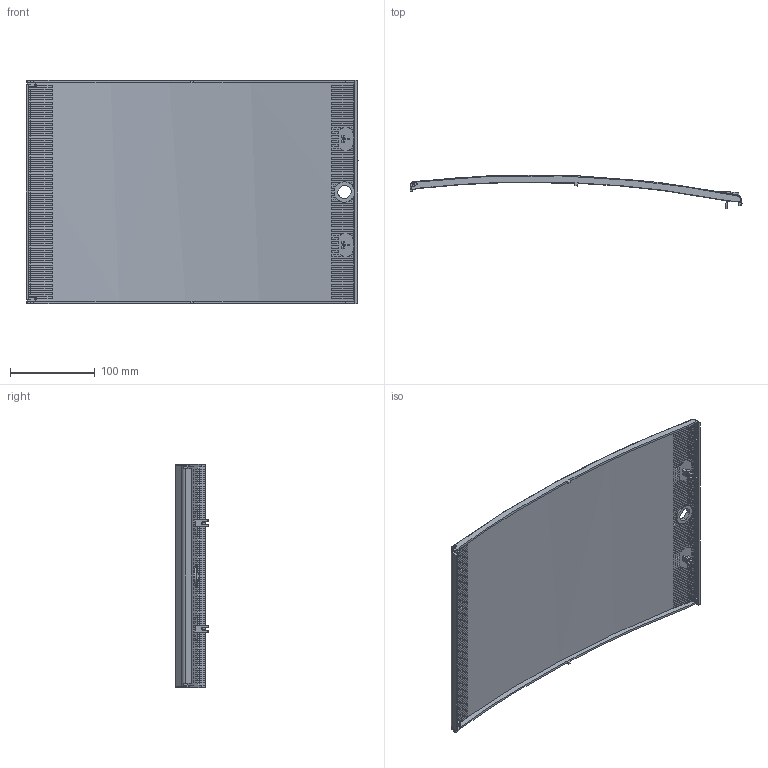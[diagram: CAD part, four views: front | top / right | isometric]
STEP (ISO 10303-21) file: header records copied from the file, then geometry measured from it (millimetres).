
FILE_DESCRIPTION((''),'2;1');
FILE_NAME('ECM_12_PT_ASM','2023-12-13T14:18:16',('klemen.sitar'),('Audax d.o.o.'),'CREO PARAMETRIC BY PTC INC, 2021304','CREO PARAMETRIC BY PTC INC, 2021304','');
FILE_SCHEMA(('AP242_MANAGED_MODEL_BASED_3D_ENGINEERING_MIM_LF { 1 0 10303 442 1 1 4 }'));
Length unit declared in the file: millimetre
Products named in the file (5): VRATA__N2X18C__1_1; U2X18C_1_ASM_1_ASM; U2X18C_ASM_1_ASM; ECM_2X18_PT_ASM; ECM_12_PT_ASM
Assembly tree (4 placements, depth 5):
  ECM_12_PT_ASM
    ECM_2X18_PT_ASM
      U2X18C_ASM_1_ASM
        U2X18C_1_ASM_1_ASM
          VRATA__N2X18C__1_1
Bounding box: 391.73 x 39.16 x 263.24 mm (x, y, z)
Volume: 283457.7 mm3; surface area: 230849 mm2
Topology: 1 solids, 1 shells, 1099 faces, 3242 edges, 2163 vertices
Faces by surface type: plane 666, cylinder 391, cone 34, torus 6, extrusion 2
Entity records: 55214 total; most frequent: CARTESIAN_POINT 7436, ORIENTED_EDGE 6484, DIRECTION 6246, PRESENTATION_STYLE_ASSIGNMENT 4344, STYLED_ITEM 4344, CURVE_STYLE 3244, EDGE_CURVE 3242, VERTEX_POINT 2163
